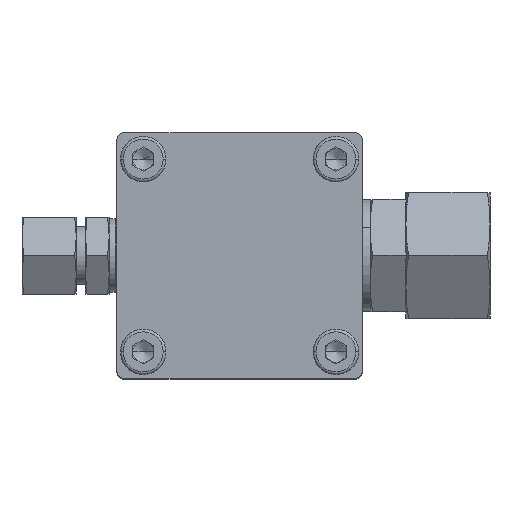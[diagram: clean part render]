
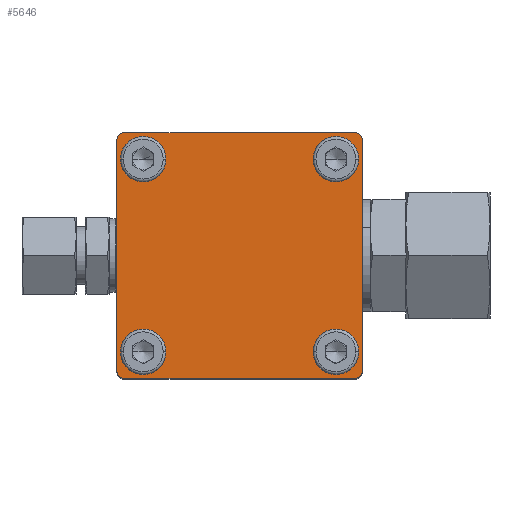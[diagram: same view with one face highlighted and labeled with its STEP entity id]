
A CAD part, top view. The second image highlights one B-rep face of the part: STEP entity #5646.
In plain terms, the highlighted planar face has unit normal (0, 0, 1).
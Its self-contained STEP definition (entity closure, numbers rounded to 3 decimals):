
#142 = ORIENTED_EDGE ( 'NONE', *, *, #12029, .T. ) ;
#158 = EDGE_CURVE ( 'NONE', #12137, #12600, #4193, .T. ) ;
#161 = AXIS2_PLACEMENT_3D ( 'NONE', #1348, #1304, #1262 ) ;
#192 = CARTESIAN_POINT ( 'NONE',  ( -33., 35., 148.4 ) ) ;
#292 = VERTEX_POINT ( 'NONE', #4884 ) ;
#563 = VECTOR ( 'NONE', #2839, 1000. ) ;
#649 = AXIS2_PLACEMENT_3D ( 'NONE', #5038, #5026, #5009 ) ;
#705 = FACE_BOUND ( 'NONE', #1443, .T. ) ;
#710 = LINE ( 'NONE', #2684, #563 ) ;
#779 = DIRECTION ( 'NONE',  ( 1., 0., 0. ) ) ;
#797 = DIRECTION ( 'NONE',  ( 0., 0., 1. ) ) ;
#799 = CARTESIAN_POINT ( 'NONE',  ( 27.5, -27.5, 148.4 ) ) ;
#837 = ORIENTED_EDGE ( 'NONE', *, *, #12970, .T. ) ;
#865 = CARTESIAN_POINT ( 'NONE',  ( 33., 35., 148.4 ) ) ;
#911 = CIRCLE ( 'NONE', #161, 6.5 ) ;
#1055 = AXIS2_PLACEMENT_3D ( 'NONE', #11391, #11379, #11372 ) ;
#1194 = CARTESIAN_POINT ( 'NONE',  ( 27.5, -34., 148.4 ) ) ;
#1262 = DIRECTION ( 'NONE',  ( 1., 0., 0. ) ) ;
#1304 = DIRECTION ( 'NONE',  ( 0., 0., 1. ) ) ;
#1334 = EDGE_LOOP ( 'NONE', ( #13440, #12660, #12066, #142, #8434, #12314, #837, #3544 ) ) ;
#1348 = CARTESIAN_POINT ( 'NONE',  ( -27.5, 27.5, 148.4 ) ) ;
#1383 = CARTESIAN_POINT ( 'NONE',  ( -27.5, -21., 148.4 ) ) ;
#1443 = EDGE_LOOP ( 'NONE', ( #12835, #11040 ) ) ;
#1458 = AXIS2_PLACEMENT_3D ( 'NONE', #5469, #5466, #5435 ) ;
#1575 = VERTEX_POINT ( 'NONE', #10806 ) ;
#1654 = CARTESIAN_POINT ( 'NONE',  ( 35., -33., 148.4 ) ) ;
#1908 = VECTOR ( 'NONE', #5496, 1000. ) ;
#2302 = DIRECTION ( 'NONE',  ( 1., 0., 0. ) ) ;
#2325 = DIRECTION ( 'NONE',  ( 0., 0., 1. ) ) ;
#2340 = CARTESIAN_POINT ( 'NONE',  ( 33., -33., 148.4 ) ) ;
#2348 = CIRCLE ( 'NONE', #2905, 6.5 ) ;
#2384 = CARTESIAN_POINT ( 'NONE',  ( -27.5, -34., 148.4 ) ) ;
#2590 = CARTESIAN_POINT ( 'NONE',  ( -35., 33., 148.4 ) ) ;
#2684 = CARTESIAN_POINT ( 'NONE',  ( 35., 35., 148.4 ) ) ;
#2839 = DIRECTION ( 'NONE',  ( 0., 1., 0. ) ) ;
#2905 = AXIS2_PLACEMENT_3D ( 'NONE', #4958, #4937, #4907 ) ;
#3048 = CARTESIAN_POINT ( 'NONE',  ( 27.5, -21., 148.4 ) ) ;
#3267 = VECTOR ( 'NONE', #8804, 1000. ) ;
#3357 = VERTEX_POINT ( 'NONE', #1383 ) ;
#3454 = VERTEX_POINT ( 'NONE', #865 ) ;
#3544 = ORIENTED_EDGE ( 'NONE', *, *, #8332, .T. ) ;
#3597 = LINE ( 'NONE', #8596, #8933 ) ;
#3845 = CARTESIAN_POINT ( 'NONE',  ( 27.5, 34., 148.4 ) ) ;
#4193 = CIRCLE ( 'NONE', #13169, 6.5 ) ;
#4384 = AXIS2_PLACEMENT_3D ( 'NONE', #7639, #7623, #7605 ) ;
#4417 = DIRECTION ( 'NONE',  ( 1., 0., 0. ) ) ;
#4416 = AXIS2_PLACEMENT_3D ( 'NONE', #799, #797, #779 ) ;
#4418 = DIRECTION ( 'NONE',  ( 0., 0., 1. ) ) ;
#4428 = CARTESIAN_POINT ( 'NONE',  ( 0., 0., 148.4 ) ) ;
#4467 = CARTESIAN_POINT ( 'NONE',  ( -33., -35., 148.4 ) ) ;
#4468 = DIRECTION ( 'NONE',  ( 1., 0., 0. ) ) ;
#4484 = DIRECTION ( 'NONE',  ( 0., 0., 1. ) ) ;
#4488 = CARTESIAN_POINT ( 'NONE',  ( -27.5, -27.5, 148.4 ) ) ;
#4557 = PLANE ( 'NONE',  #9157 ) ;
#4884 = CARTESIAN_POINT ( 'NONE',  ( -35., -33., 148.4 ) ) ;
#4907 = DIRECTION ( 'NONE',  ( 1., 0., 0. ) ) ;
#4937 = DIRECTION ( 'NONE',  ( 0., 0., 1. ) ) ;
#4958 = CARTESIAN_POINT ( 'NONE',  ( 27.5, -27.5, 148.4 ) ) ;
#5009 = DIRECTION ( 'NONE',  ( 1., 0., 0. ) ) ;
#5026 = DIRECTION ( 'NONE',  ( 0., 0., 1. ) ) ;
#5038 = CARTESIAN_POINT ( 'NONE',  ( 33., 33., 148.4 ) ) ;
#5311 = CARTESIAN_POINT ( 'NONE',  ( -35., -35., 148.4 ) ) ;
#5339 = AXIS2_PLACEMENT_3D ( 'NONE', #2340, #2325, #2302 ) ;
#5343 = ORIENTED_EDGE ( 'NONE', *, *, #6256, .F. ) ;
#5435 = DIRECTION ( 'NONE',  ( 1., 0., 0. ) ) ;
#5466 = DIRECTION ( 'NONE',  ( 0., 0., 1. ) ) ;
#5469 = CARTESIAN_POINT ( 'NONE',  ( -27.5, -27.5, 148.4 ) ) ;
#5496 = DIRECTION ( 'NONE',  ( 1., 0., 0. ) ) ;
#5646 = ADVANCED_FACE ( 'NONE', ( #9056, #8681, #705, #10363, #10832 ), #4557, .T. ) ;
#5746 = VERTEX_POINT ( 'NONE', #3845 ) ;
#5901 = EDGE_CURVE ( 'NONE', #10421, #12025, #710, .T. ) ;
#5936 = CIRCLE ( 'NONE', #4416, 6.5 ) ;
#5940 = VERTEX_POINT ( 'NONE', #2384 ) ;
#6220 = EDGE_LOOP ( 'NONE', ( #13284, #5343 ) ) ;
#6237 = ORIENTED_EDGE ( 'NONE', *, *, #10393, .F. ) ;
#6256 = EDGE_CURVE ( 'NONE', #9865, #8233, #5936, .T. ) ;
#6350 = CIRCLE ( 'NONE', #9129, 2. ) ;
#6352 = LINE ( 'NONE', #8930, #3267 ) ;
#6431 = VERTEX_POINT ( 'NONE', #2590 ) ;
#6754 = ORIENTED_EDGE ( 'NONE', *, *, #12933, .F. ) ;
#6857 = EDGE_CURVE ( 'NONE', #1575, #5746, #7745, .T. ) ;
#7605 = DIRECTION ( 'NONE',  ( 1., 0., 0. ) ) ;
#7623 = DIRECTION ( 'NONE',  ( 0., 0., 1. ) ) ;
#7639 = CARTESIAN_POINT ( 'NONE',  ( 27.5, 27.5, 148.4 ) ) ;
#7737 = EDGE_LOOP ( 'NONE', ( #11917, #6754 ) ) ;
#7745 = CIRCLE ( 'NONE', #1055, 6.5 ) ;
#7770 = DIRECTION ( 'NONE',  ( 1., 0., 0. ) ) ;
#7796 = CARTESIAN_POINT ( 'NONE',  ( -27.5, 27.5, 148.4 ) ) ;
#7849 = CARTESIAN_POINT ( 'NONE',  ( -27.5, 34., 148.4 ) ) ;
#8233 = VERTEX_POINT ( 'NONE', #3048 ) ;
#8332 = EDGE_CURVE ( 'NONE', #8938, #10421, #11118, .T. ) ;
#8434 = ORIENTED_EDGE ( 'NONE', *, *, #12528, .T. ) ;
#8465 = DIRECTION ( 'NONE',  ( 0., -1., 0. ) ) ;
#8596 = CARTESIAN_POINT ( 'NONE',  ( -35., 35., 148.4 ) ) ;
#8614 = DIRECTION ( 'NONE',  ( 1., 0., 0. ) ) ;
#8640 = DIRECTION ( 'NONE',  ( 0., 0., 1. ) ) ;
#8658 = CARTESIAN_POINT ( 'NONE',  ( -33., -33., 148.4 ) ) ;
#8681 = FACE_BOUND ( 'NONE', #13473, .T. ) ;
#8804 = DIRECTION ( 'NONE',  ( -1., 0., 0. ) ) ;
#8852 = CIRCLE ( 'NONE', #1458, 6.5 ) ;
#8930 = CARTESIAN_POINT ( 'NONE',  ( -35., 35., 148.4 ) ) ;
#8933 = VECTOR ( 'NONE', #8465, 1000. ) ;
#8938 = VERTEX_POINT ( 'NONE', #12408 ) ;
#9056 = FACE_BOUND ( 'NONE', #6220, .T. ) ;
#9059 = AXIS2_PLACEMENT_3D ( 'NONE', #8658, #8640, #8614 ) ;
#9129 = AXIS2_PLACEMENT_3D ( 'NONE', #11076, #11072, #11052 ) ;
#9157 = AXIS2_PLACEMENT_3D ( 'NONE', #4428, #4418, #4417 ) ;
#9791 = VERTEX_POINT ( 'NONE', #192 ) ;
#9865 = VERTEX_POINT ( 'NONE', #1194 ) ;
#10088 = EDGE_CURVE ( 'NONE', #292, #10301, #12718, .T. ) ;
#10301 = VERTEX_POINT ( 'NONE', #4467 ) ;
#10344 = CARTESIAN_POINT ( 'NONE',  ( -27.5, 21., 148.4 ) ) ;
#10363 = FACE_BOUND ( 'NONE', #7737, .T. ) ;
#10393 = EDGE_CURVE ( 'NONE', #12600, #12137, #911, .T. ) ;
#10421 = VERTEX_POINT ( 'NONE', #1654 ) ;
#10726 = DIRECTION ( 'NONE',  ( 0., 0., 1. ) ) ;
#10806 = CARTESIAN_POINT ( 'NONE',  ( 27.5, 21., 148.4 ) ) ;
#10828 = EDGE_CURVE ( 'NONE', #3454, #9791, #6352, .T. ) ;
#10832 = FACE_OUTER_BOUND ( 'NONE', #1334, .T. ) ;
#11040 = ORIENTED_EDGE ( 'NONE', *, *, #6857, .F. ) ;
#11052 = DIRECTION ( 'NONE',  ( 1., 0., 0. ) ) ;
#11072 = DIRECTION ( 'NONE',  ( 0., 0., 1. ) ) ;
#11076 = CARTESIAN_POINT ( 'NONE',  ( -33., 33., 148.4 ) ) ;
#11089 = EDGE_CURVE ( 'NONE', #12025, #3454, #11744, .T. ) ;
#11097 = EDGE_CURVE ( 'NONE', #8233, #9865, #2348, .T. ) ;
#11118 = CIRCLE ( 'NONE', #5339, 2. ) ;
#11249 = CARTESIAN_POINT ( 'NONE',  ( 35., 33., 148.4 ) ) ;
#11372 = DIRECTION ( 'NONE',  ( 1., 0., 0. ) ) ;
#11379 = DIRECTION ( 'NONE',  ( 0., 0., 1. ) ) ;
#11391 = CARTESIAN_POINT ( 'NONE',  ( 27.5, 27.5, 148.4 ) ) ;
#11599 = AXIS2_PLACEMENT_3D ( 'NONE', #4488, #4484, #4468 ) ;
#11744 = CIRCLE ( 'NONE', #649, 2. ) ;
#11917 = ORIENTED_EDGE ( 'NONE', *, *, #13099, .F. ) ;
#12025 = VERTEX_POINT ( 'NONE', #11249 ) ;
#12029 = EDGE_CURVE ( 'NONE', #9791, #6431, #6350, .T. ) ;
#12066 = ORIENTED_EDGE ( 'NONE', *, *, #10828, .T. ) ;
#12074 = ORIENTED_EDGE ( 'NONE', *, *, #158, .F. ) ;
#12137 = VERTEX_POINT ( 'NONE', #10344 ) ;
#12314 = ORIENTED_EDGE ( 'NONE', *, *, #10088, .T. ) ;
#12408 = CARTESIAN_POINT ( 'NONE',  ( 33., -35., 148.4 ) ) ;
#12414 = LINE ( 'NONE', #5311, #1908 ) ;
#12528 = EDGE_CURVE ( 'NONE', #6431, #292, #3597, .T. ) ;
#12600 = VERTEX_POINT ( 'NONE', #7849 ) ;
#12619 = EDGE_CURVE ( 'NONE', #5746, #1575, #13060, .T. ) ;
#12660 = ORIENTED_EDGE ( 'NONE', *, *, #11089, .T. ) ;
#12718 = CIRCLE ( 'NONE', #9059, 2. ) ;
#12815 = CIRCLE ( 'NONE', #11599, 6.5 ) ;
#12835 = ORIENTED_EDGE ( 'NONE', *, *, #12619, .F. ) ;
#12933 = EDGE_CURVE ( 'NONE', #5940, #3357, #8852, .T. ) ;
#12970 = EDGE_CURVE ( 'NONE', #10301, #8938, #12414, .T. ) ;
#13060 = CIRCLE ( 'NONE', #4384, 6.5 ) ;
#13099 = EDGE_CURVE ( 'NONE', #3357, #5940, #12815, .T. ) ;
#13169 = AXIS2_PLACEMENT_3D ( 'NONE', #7796, #10726, #7770 ) ;
#13284 = ORIENTED_EDGE ( 'NONE', *, *, #11097, .F. ) ;
#13440 = ORIENTED_EDGE ( 'NONE', *, *, #5901, .T. ) ;
#13473 = EDGE_LOOP ( 'NONE', ( #6237, #12074 ) ) ;
